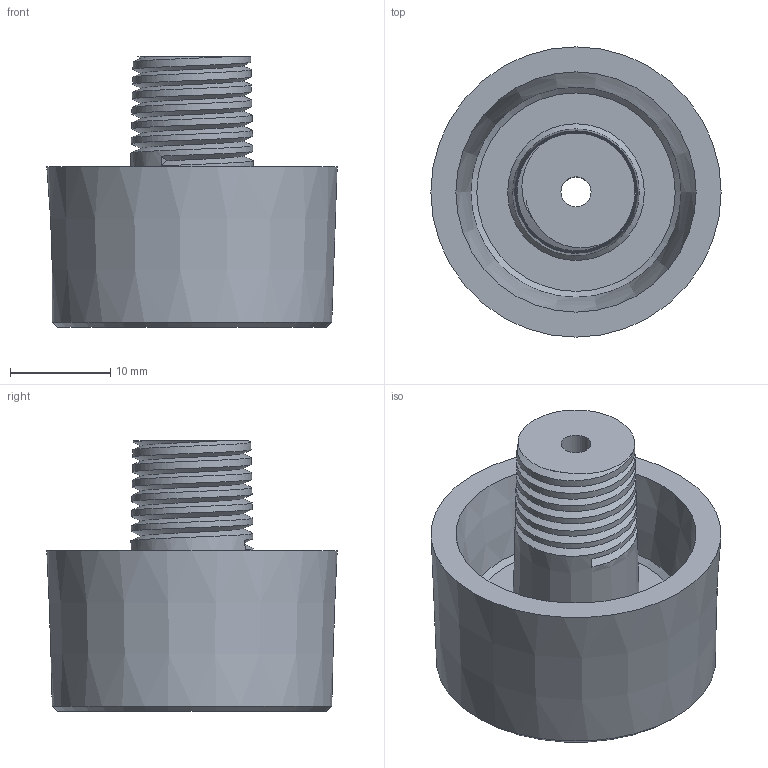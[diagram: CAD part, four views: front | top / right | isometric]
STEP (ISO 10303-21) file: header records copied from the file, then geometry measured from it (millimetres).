
FILE_DESCRIPTION(('FreeCAD Model'),'2;1');
FILE_NAME('Open CASCADE Shape Model','2025-07-05T20:59:41',(''),(''), 'Open CASCADE STEP processor 7.8','FreeCAD','Unknown');
FILE_SCHEMA(('AUTOMOTIVE_DESIGN { 1 0 10303 214 1 1 1 1 }'));
Length unit declared in the file: millimetre
Products named in the file (1): Body
Bounding box: 29 x 29 x 27 mm (x, y, z)
Volume: 8663.7 mm3; surface area: 4430.4 mm2
Topology: 1 solids, 1 shells, 35 faces, 69 edges, 38 vertices
Faces by surface type: bspline 16, cone 13, plane 5, cylinder 1
Full cylindrical faces by diameter (mm): 3 x1
Entity records: 5501 total; most frequent: CARTESIAN_POINT 4205, DIRECTION 178, ORIENTED_EDGE 138, PCURVE 138, DEFINITIONAL_REPRESENTATION 138, LINE 106, VECTOR 106, B_SPLINE_CURVE_WITH_KNOTS 80
